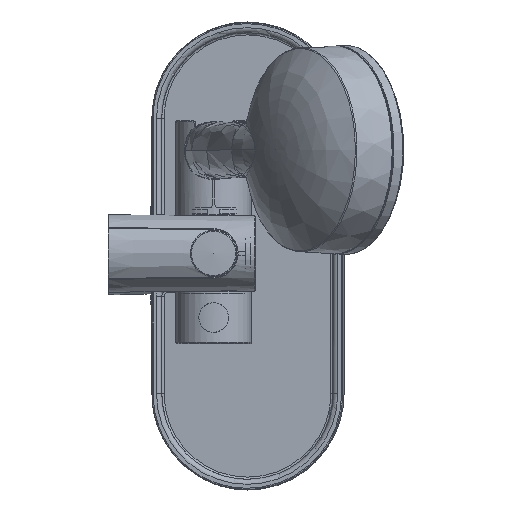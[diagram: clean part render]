
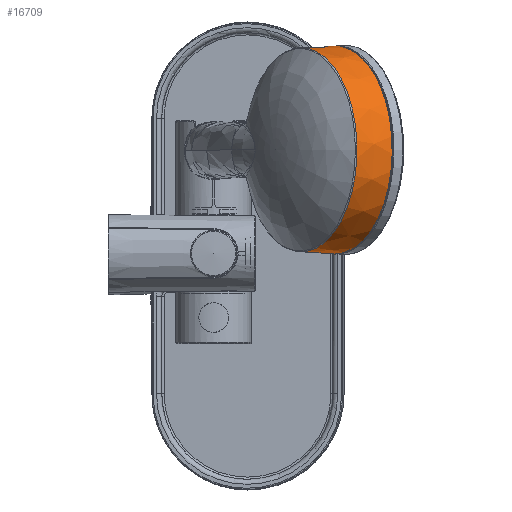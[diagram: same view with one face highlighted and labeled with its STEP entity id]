
A CAD part, top view. The second image highlights one B-rep face of the part: STEP entity #16709.
In plain terms, the highlighted conical face has half-angle 3 degrees and reference radius 49.637 mm.
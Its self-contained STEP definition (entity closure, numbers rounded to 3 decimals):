
#758=CONICAL_SURFACE('',#17667,49.637,0.052);
#1057=CIRCLE('',#17655,49.413);
#1065=CIRCLE('',#17664,48.405);
#2189=B_SPLINE_CURVE_WITH_KNOTS('',3,(#31846,#31847,#31848,#31849,#31850,
#31851,#31852,#31853,#31854,#31855,#31856),.UNSPECIFIED.,.F.,.F.,(4,1,1,
1,1,1,1,1,4),(0.,0.003,0.006,0.01,
0.013,0.016,0.019,0.022,
0.025),.UNSPECIFIED.);
#2190=B_SPLINE_CURVE_WITH_KNOTS('',3,(#31890,#31891,#31892,#31893,#31894,
#31895,#31896,#31897,#31898,#31899),.UNSPECIFIED.,.F.,.F.,(4,1,1,1,1,1,
1,4),(0.,0.003,0.006,0.01,0.013,
0.016,0.019,0.025),.UNSPECIFIED.);
#5969=ORIENTED_EDGE('',*,*,#8821,.T.);
#5970=ORIENTED_EDGE('',*,*,#8841,.T.);
#5971=ORIENTED_EDGE('',*,*,#8838,.T.);
#5972=ORIENTED_EDGE('',*,*,#8839,.T.);
#8821=EDGE_CURVE('',#10936,#10936,#1057,.T.);
#8838=EDGE_CURVE('',#10943,#10945,#2189,.T.);
#8839=EDGE_CURVE('',#10945,#10944,#2190,.T.);
#8841=EDGE_CURVE('',#10944,#10943,#1065,.F.);
#10936=VERTEX_POINT('',#31600);
#10943=VERTEX_POINT('',#31788);
#10944=VERTEX_POINT('',#31806);
#10945=VERTEX_POINT('',#31845);
#12959=EDGE_LOOP('',(#5969));
#12960=EDGE_LOOP('',(#5970,#5971,#5972));
#13920=FACE_BOUND('',#12959,.T.);
#13921=FACE_BOUND('',#12960,.T.);
#16709=ADVANCED_FACE('',(#13920,#13921),#758,.T.);
#17655=AXIS2_PLACEMENT_3D('',#31599,#19119,#19120);
#17664=AXIS2_PLACEMENT_3D('',#31902,#19137,#19138);
#17667=AXIS2_PLACEMENT_3D('',#32202,#19143,#19144);
#19119=DIRECTION('',(-0.839,0.,0.545));
#19120=DIRECTION('',(0.,-1.,0.));
#19137=DIRECTION('',(-0.839,0.,0.545));
#19138=DIRECTION('',(0.,-1.,0.));
#19143=DIRECTION('',(0.839,0.,-0.545));
#19144=DIRECTION('',(0.,1.,0.));
#31599=CARTESIAN_POINT('',(107.724,49.35,471.823));
#31600=CARTESIAN_POINT('',(107.724,-0.063,471.823));
#31788=CARTESIAN_POINT('',(66.345,35.422,443.419));
#31806=CARTESIAN_POINT('',(66.345,63.278,443.419));
#31845=CARTESIAN_POINT('',(79.148,49.35,431.59));
#31846=CARTESIAN_POINT('',(66.345,35.422,443.419));
#31847=CARTESIAN_POINT('',(67.229,35.301,442.819));
#31848=CARTESIAN_POINT('',(68.953,35.241,441.582));
#31849=CARTESIAN_POINT('',(71.459,35.64,439.604));
#31850=CARTESIAN_POINT('',(73.772,36.565,437.589));
#31851=CARTESIAN_POINT('',(75.815,38.108,435.608));
#31852=CARTESIAN_POINT('',(77.424,40.3,433.853));
#31853=CARTESIAN_POINT('',(78.497,43.033,432.528));
#31854=CARTESIAN_POINT('',(79.053,46.125,431.747));
#31855=CARTESIAN_POINT('',(79.148,48.273,431.59));
#31856=CARTESIAN_POINT('',(79.148,49.35,431.59));
#31890=CARTESIAN_POINT('',(79.148,49.35,431.59));
#31891=CARTESIAN_POINT('',(79.148,50.424,431.59));
#31892=CARTESIAN_POINT('',(79.056,52.533,431.743));
#31893=CARTESIAN_POINT('',(78.508,55.628,432.514));
#31894=CARTESIAN_POINT('',(77.439,58.372,433.835));
#31895=CARTESIAN_POINT('',(75.834,60.571,435.587));
#31896=CARTESIAN_POINT('',(73.796,62.124,437.567));
#31897=CARTESIAN_POINT('',(70.684,63.367,440.279));
#31898=CARTESIAN_POINT('',(68.114,63.521,442.218));
#31899=CARTESIAN_POINT('',(66.345,63.278,443.419));
#31902=CARTESIAN_POINT('',(91.593,49.35,482.298));
#32202=CARTESIAN_POINT('',(111.311,49.35,469.494));
